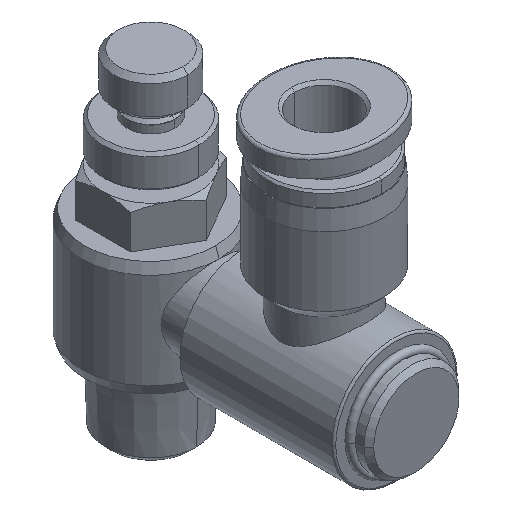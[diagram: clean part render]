
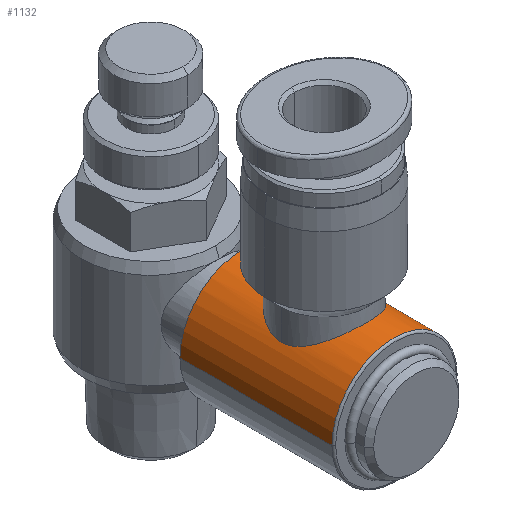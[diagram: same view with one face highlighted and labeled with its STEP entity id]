
A CAD part, isometric view. The second image highlights one B-rep face of the part: STEP entity #1132.
In plain terms, the highlighted cylindrical face has radius 6.5 mm (diameter 13 mm), a partial arc.
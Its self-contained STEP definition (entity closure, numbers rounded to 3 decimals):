
#944=CARTESIAN_POINT('',(32.287,27.973,4.5));
#945=VERTEX_POINT('',#944);
#961=CARTESIAN_POINT('',(32.287,27.973,-4.5));
#962=VERTEX_POINT('',#961);
#969=CARTESIAN_POINT('',(32.287,27.973,4.5));
#970=CARTESIAN_POINT('',(32.287,27.675,4.5));
#971=CARTESIAN_POINT('',(32.258,27.374,4.47));
#972=CARTESIAN_POINT('',(32.147,26.784,4.351));
#973=CARTESIAN_POINT('',(32.067,26.496,4.261));
#974=CARTESIAN_POINT('',(31.875,25.947,4.029));
#975=CARTESIAN_POINT('',(31.764,25.687,3.887));
#976=CARTESIAN_POINT('',(31.536,25.207,3.561));
#977=CARTESIAN_POINT('',(31.419,24.986,3.378));
#978=CARTESIAN_POINT('',(31.201,24.598,2.989));
#979=CARTESIAN_POINT('',(31.091,24.415,2.77));
#980=CARTESIAN_POINT('',(30.888,24.088,2.29));
#981=CARTESIAN_POINT('',(30.795,23.944,2.028));
#982=CARTESIAN_POINT('',(30.641,23.711,1.476));
#983=CARTESIAN_POINT('',(30.579,23.621,1.185));
#984=CARTESIAN_POINT('',(30.498,23.502,0.594));
#985=CARTESIAN_POINT('',(30.477,23.473,0.294));
#986=CARTESIAN_POINT('',(30.477,23.473,-0.294));
#987=CARTESIAN_POINT('',(30.498,23.502,-0.594));
#988=CARTESIAN_POINT('',(30.579,23.621,-1.185));
#989=CARTESIAN_POINT('',(30.641,23.711,-1.476));
#990=CARTESIAN_POINT('',(30.795,23.944,-2.028));
#991=CARTESIAN_POINT('',(30.888,24.088,-2.29));
#992=CARTESIAN_POINT('',(31.091,24.415,-2.77));
#993=CARTESIAN_POINT('',(31.201,24.598,-2.989));
#994=CARTESIAN_POINT('',(31.419,24.986,-3.378));
#995=CARTESIAN_POINT('',(31.536,25.207,-3.561));
#996=CARTESIAN_POINT('',(31.764,25.687,-3.887));
#997=CARTESIAN_POINT('',(31.875,25.947,-4.029));
#998=CARTESIAN_POINT('',(32.067,26.496,-4.261));
#999=CARTESIAN_POINT('',(32.147,26.784,-4.351));
#1000=CARTESIAN_POINT('',(32.258,27.374,-4.47));
#1001=CARTESIAN_POINT('',(32.287,27.675,-4.5));
#1002=CARTESIAN_POINT('',(32.287,27.973,-4.5));
#1003=B_SPLINE_CURVE_WITH_KNOTS('',3,(#969,#970,#971,#972,#973,#974,#975,#976,#977,#978,#979,#980,#981,#982,#983,#984,#985,#986,#987,#988,#989,#990,#991,#992,#993,#994,#995,#996,#997,#998,#999,#1000,#1001,#1002),.UNSPECIFIED.,.F.,.U.,(4,2,2,2,2,2,2,2,2,2,2,2,2,2,2,2,4),(0.0,0.893,1.785,2.678,3.571,4.451,5.332,6.213,7.093,7.974,8.855,9.735,10.616,11.509,12.401,13.294,14.186),.UNSPECIFIED.);
#1004=EDGE_CURVE('',#945,#962,#1003,.T.);
#1051=CARTESIAN_POINT('',(36.977,20.473,0.0));
#1052=DIRECTION('',(0.,1.0,0.));
#1053=DIRECTION('',(0.0,0.0,1.0));
#1054=AXIS2_PLACEMENT_3D('',#1051,#1052,#1053);
#1055=CYLINDRICAL_SURFACE('',#1054,6.5);
#1056=CARTESIAN_POINT('',(36.977,36.549,6.5));
#1057=VERTEX_POINT('',#1056);
#1058=CARTESIAN_POINT('',(36.977,20.673,6.5));
#1059=VERTEX_POINT('',#1058);
#1060=CARTESIAN_POINT('',(36.977,36.549,6.5));
#1061=DIRECTION('',(0.0,-1.0,0.0));
#1062=VECTOR('',#1061,15.877);
#1063=LINE('',#1060,#1062);
#1064=EDGE_CURVE('',#1057,#1059,#1063,.T.);
#1065=ORIENTED_EDGE('',*,*,#1064,.F.);
#1066=CARTESIAN_POINT('',(36.977,36.549,-6.5));
#1067=VERTEX_POINT('',#1066);
#1068=CARTESIAN_POINT('',(36.977,36.549,0.));
#1069=DIRECTION('',(0.0,1.0,0.0));
#1070=DIRECTION('',(0.0,0.0,-1.0));
#1071=AXIS2_PLACEMENT_3D('',#1068,#1069,#1070);
#1072=CIRCLE('',#1071,6.5);
#1073=EDGE_CURVE('',#1067,#1057,#1072,.T.);
#1074=ORIENTED_EDGE('',*,*,#1073,.F.);
#1075=CARTESIAN_POINT('',(36.977,20.673,-6.5));
#1076=VERTEX_POINT('',#1075);
#1077=CARTESIAN_POINT('',(36.977,36.549,-6.5));
#1078=DIRECTION('',(0.0,-1.0,0.0));
#1079=VECTOR('',#1078,15.877);
#1080=LINE('',#1077,#1079);
#1081=EDGE_CURVE('',#1067,#1076,#1080,.T.);
#1082=ORIENTED_EDGE('',*,*,#1081,.T.);
#1083=CARTESIAN_POINT('',(36.977,20.673,0.0));
#1084=DIRECTION('',(0.0,-1.0,0.0));
#1085=DIRECTION('',(0.0,0.0,-1.0));
#1086=AXIS2_PLACEMENT_3D('',#1083,#1084,#1085);
#1087=CIRCLE('',#1086,6.5);
#1088=EDGE_CURVE('',#1059,#1076,#1087,.T.);
#1089=ORIENTED_EDGE('',*,*,#1088,.F.);
#1090=EDGE_LOOP('',(#1065,#1074,#1082,#1089));
#1091=FACE_OUTER_BOUND('',#1090,.T.);
#1092=ORIENTED_EDGE('',*,*,#1004,.T.);
#1093=CARTESIAN_POINT('',(32.287,27.973,-4.5));
#1094=CARTESIAN_POINT('',(32.287,28.27,-4.5));
#1095=CARTESIAN_POINT('',(32.258,28.572,-4.47));
#1096=CARTESIAN_POINT('',(32.147,29.161,-4.351));
#1097=CARTESIAN_POINT('',(32.067,29.45,-4.261));
#1098=CARTESIAN_POINT('',(31.875,29.998,-4.029));
#1099=CARTESIAN_POINT('',(31.764,30.258,-3.887));
#1100=CARTESIAN_POINT('',(31.536,30.739,-3.561));
#1101=CARTESIAN_POINT('',(31.419,30.959,-3.378));
#1102=CARTESIAN_POINT('',(31.201,31.348,-2.989));
#1103=CARTESIAN_POINT('',(31.091,31.531,-2.77));
#1104=CARTESIAN_POINT('',(30.888,31.858,-2.29));
#1105=CARTESIAN_POINT('',(30.795,32.001,-2.028));
#1106=CARTESIAN_POINT('',(30.641,32.234,-1.476));
#1107=CARTESIAN_POINT('',(30.579,32.324,-1.185));
#1108=CARTESIAN_POINT('',(30.498,32.444,-0.594));
#1109=CARTESIAN_POINT('',(30.477,32.473,-0.294));
#1110=CARTESIAN_POINT('',(30.477,32.473,0.294));
#1111=CARTESIAN_POINT('',(30.498,32.444,0.594));
#1112=CARTESIAN_POINT('',(30.579,32.324,1.185));
#1113=CARTESIAN_POINT('',(30.641,32.234,1.476));
#1114=CARTESIAN_POINT('',(30.795,32.001,2.028));
#1115=CARTESIAN_POINT('',(30.888,31.858,2.29));
#1116=CARTESIAN_POINT('',(31.091,31.531,2.77));
#1117=CARTESIAN_POINT('',(31.201,31.348,2.989));
#1118=CARTESIAN_POINT('',(31.419,30.959,3.378));
#1119=CARTESIAN_POINT('',(31.536,30.739,3.561));
#1120=CARTESIAN_POINT('',(31.764,30.258,3.887));
#1121=CARTESIAN_POINT('',(31.875,29.998,4.029));
#1122=CARTESIAN_POINT('',(32.067,29.45,4.261));
#1123=CARTESIAN_POINT('',(32.147,29.161,4.351));
#1124=CARTESIAN_POINT('',(32.258,28.572,4.47));
#1125=CARTESIAN_POINT('',(32.287,28.27,4.5));
#1126=CARTESIAN_POINT('',(32.287,27.973,4.5));
#1127=B_SPLINE_CURVE_WITH_KNOTS('',3,(#1093,#1094,#1095,#1096,#1097,#1098,#1099,#1100,#1101,#1102,#1103,#1104,#1105,#1106,#1107,#1108,#1109,#1110,#1111,#1112,#1113,#1114,#1115,#1116,#1117,#1118,#1119,#1120,#1121,#1122,#1123,#1124,#1125,#1126),.UNSPECIFIED.,.F.,.U.,(4,2,2,2,2,2,2,2,2,2,2,2,2,2,2,2,4),(14.186,15.079,15.972,16.864,17.757,18.638,19.518,20.399,21.28,22.16,23.041,23.922,24.802,25.695,26.588,27.48,28.373),.UNSPECIFIED.);
#1128=EDGE_CURVE('',#962,#945,#1127,.T.);
#1129=ORIENTED_EDGE('',*,*,#1128,.T.);
#1130=EDGE_LOOP('',(#1092,#1129));
#1131=FACE_BOUND('',#1130,.T.);
#1132=ADVANCED_FACE('',(#1091,#1131),#1055,.T.);
